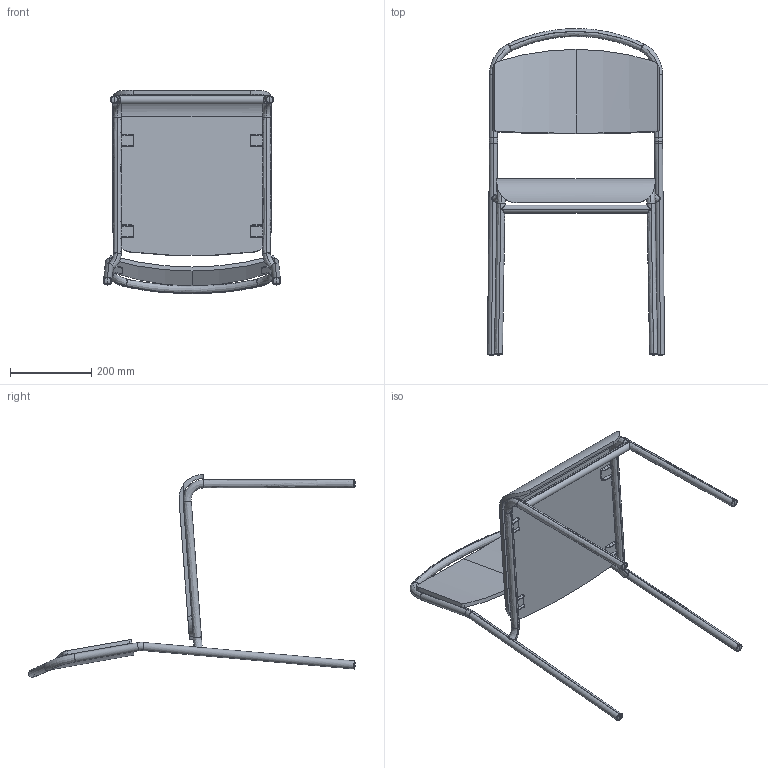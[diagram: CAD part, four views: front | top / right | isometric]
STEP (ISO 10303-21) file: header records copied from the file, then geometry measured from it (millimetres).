
FILE_DESCRIPTION (( 'STEP AP214' ), '1' );
FILE_NAME ('Ikea Särna.STEP', '2022-04-19T15:50:13', ( '' ), ( '' ), 'SwSTEP 2.0', 'SolidWorks 2017', '' );
FILE_SCHEMA (( 'AUTOMOTIVE_DESIGN' ));
Length unit declared in the file: millimetre
Products named in the file (2): Ikea Särna
Bounding box: 437 x 806.56 x 501.75 mm (x, y, z)
Volume: 2725610.4 mm3; surface area: 1008370.5 mm2
Topology: 7 solids, 8 shells, 216 faces, 564 edges, 372 vertices
Faces by surface type: plane 68, cylinder 66, bspline 54, sphere 16, torus 12
Entity records: 13113 total; most frequent: CARTESIAN_POINT 8104, ORIENTED_EDGE 1128, DIRECTION 910, EDGE_CURVE 564, AXIS2_PLACEMENT_3D 372, VERTEX_POINT 372, EDGE_LOOP 228, ADVANCED_FACE 216
